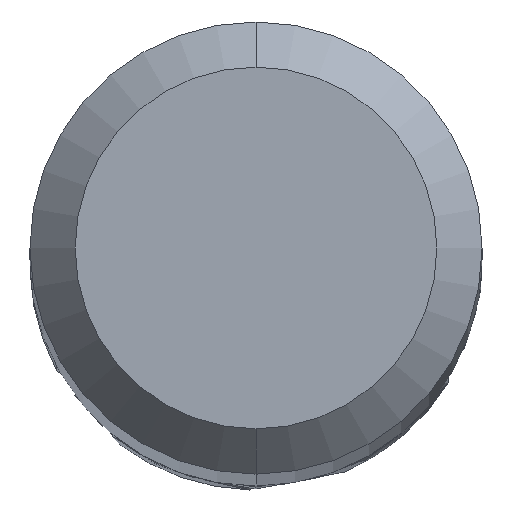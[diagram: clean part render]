
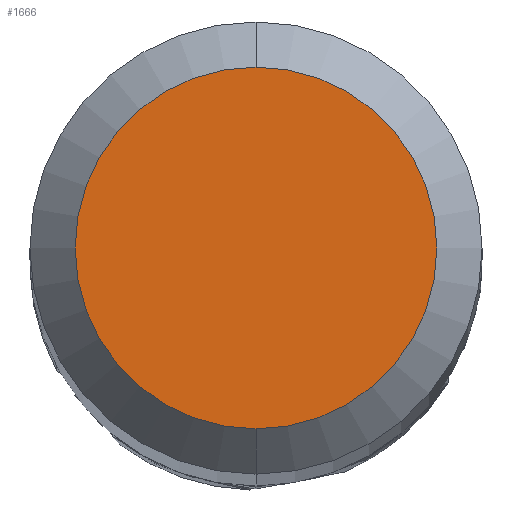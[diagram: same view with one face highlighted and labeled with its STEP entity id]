
A CAD part, top view. The second image highlights one B-rep face of the part: STEP entity #1666.
In plain terms, the highlighted planar face has unit normal (0, 0, 1).
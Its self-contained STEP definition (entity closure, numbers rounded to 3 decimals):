
#910=VERTEX_POINT('',#2182);
#928=EDGE_CURVE('',#1158,#910,#2200,.T.);
#1158=VERTEX_POINT('',#2448);
#1358=EDGE_CURVE('',#910,#1158,#2666,.T.);
#1666=ADVANCED_FACE('',(#3007),#3008,.T.);
#2182=CARTESIAN_POINT('',(0.0,1.2,0.0));
#2200=CIRCLE('',#4857,1.2);
#2448=CARTESIAN_POINT('',(0.,-1.2,0.0));
#2666=CIRCLE('',#7477,1.2);
#3007=FACE_OUTER_BOUND('',#10000,.T.);
#3008=PLANE('',#10001);
#4857=AXIS2_PLACEMENT_3D('',#12216,#12217,#12218);
#7477=AXIS2_PLACEMENT_3D('',#12617,#12618,#12619);
#10000=EDGE_LOOP('',(#12980,#12981));
#10001=AXIS2_PLACEMENT_3D('',#12982,#12983,#12984);
#12216=CARTESIAN_POINT('',(0.0,0.0,0.0));
#12217=DIRECTION('',(0.0,0.0,-1.0));
#12218=DIRECTION('',(0.0,1.0,0.0));
#12617=CARTESIAN_POINT('',(0.0,0.0,0.0));
#12618=DIRECTION('',(0.0,0.0,-1.0));
#12619=DIRECTION('',(0.0,1.0,0.0));
#12980=ORIENTED_EDGE('',*,*,#1358,.F.);
#12981=ORIENTED_EDGE('',*,*,#928,.F.);
#12982=CARTESIAN_POINT('',(0.0,0.6,0.0));
#12983=DIRECTION('',(-0.0,0.0,1.0));
#12984=DIRECTION('',(0.0,-1.0,0.0));
